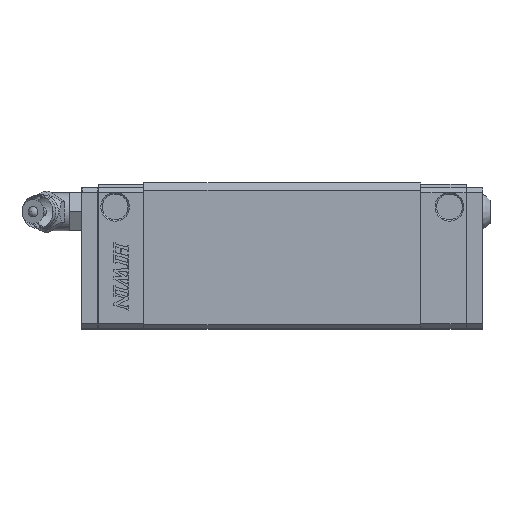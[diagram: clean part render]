
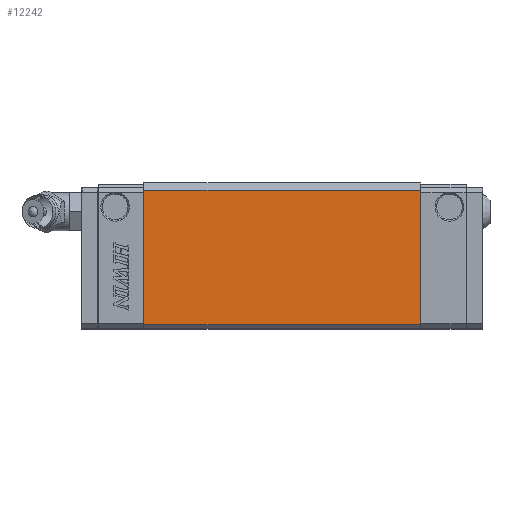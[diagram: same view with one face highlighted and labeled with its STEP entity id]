
A CAD part, top view. The second image highlights one B-rep face of the part: STEP entity #12242.
In plain terms, the highlighted face is planar.
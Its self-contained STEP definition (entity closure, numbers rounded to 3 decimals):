
#573=FACE_OUTER_BOUND('',#1239,.T.);
#1239=EDGE_LOOP('',(#9586,#9587,#9588,#9589));
#2579=LINE('',#18706,#4015);
#2667=LINE('',#18914,#4103);
#2680=LINE('',#18946,#4116);
#2681=LINE('',#18948,#4117);
#4015=VECTOR('',#15150,28.2);
#4103=VECTOR('',#15336,28.2);
#4116=VECTOR('',#15365,58.);
#4117=VECTOR('',#15368,58.);
#5323=VERTEX_POINT('',#18703);
#5324=VERTEX_POINT('',#18705);
#5394=VERTEX_POINT('',#18911);
#5395=VERTEX_POINT('',#18913);
#6781=EDGE_CURVE('',#5323,#5324,#2579,.T.);
#6885=EDGE_CURVE('',#5395,#5394,#2667,.T.);
#6902=EDGE_CURVE('',#5323,#5395,#2680,.T.);
#6903=EDGE_CURVE('',#5324,#5394,#2681,.T.);
#9586=ORIENTED_EDGE('',*,*,#6885,.T.);
#9587=ORIENTED_EDGE('',*,*,#6903,.F.);
#9588=ORIENTED_EDGE('',*,*,#6781,.F.);
#9589=ORIENTED_EDGE('',*,*,#6902,.T.);
#11671=PLANE('',#13146);
#12242=ADVANCED_FACE('',(#573),#11671,.T.);
#13146=AXIS2_PLACEMENT_3D('',#18947,#15366,#15367);
#15150=DIRECTION('',(0.,-1.,0.));
#15336=DIRECTION('',(0.,-1.,0.));
#15365=DIRECTION('',(0.,0.,1.));
#15366=DIRECTION('center_axis',(1.,0.,0.));
#15367=DIRECTION('ref_axis',(0.,-1.,0.));
#15368=DIRECTION('',(0.,0.,1.));
#18703=CARTESIAN_POINT('',(24.,12.5,-58.));
#18705=CARTESIAN_POINT('',(24.,-15.7,-58.));
#18706=CARTESIAN_POINT('',(24.,12.5,-58.));
#18911=CARTESIAN_POINT('',(24.,-15.7,0.));
#18913=CARTESIAN_POINT('',(24.,12.5,0.));
#18914=CARTESIAN_POINT('',(24.,12.5,0.));
#18946=CARTESIAN_POINT('',(24.,12.5,-58.));
#18947=CARTESIAN_POINT('Origin',(24.,9.,0.));
#18948=CARTESIAN_POINT('',(24.,-15.7,-58.));
